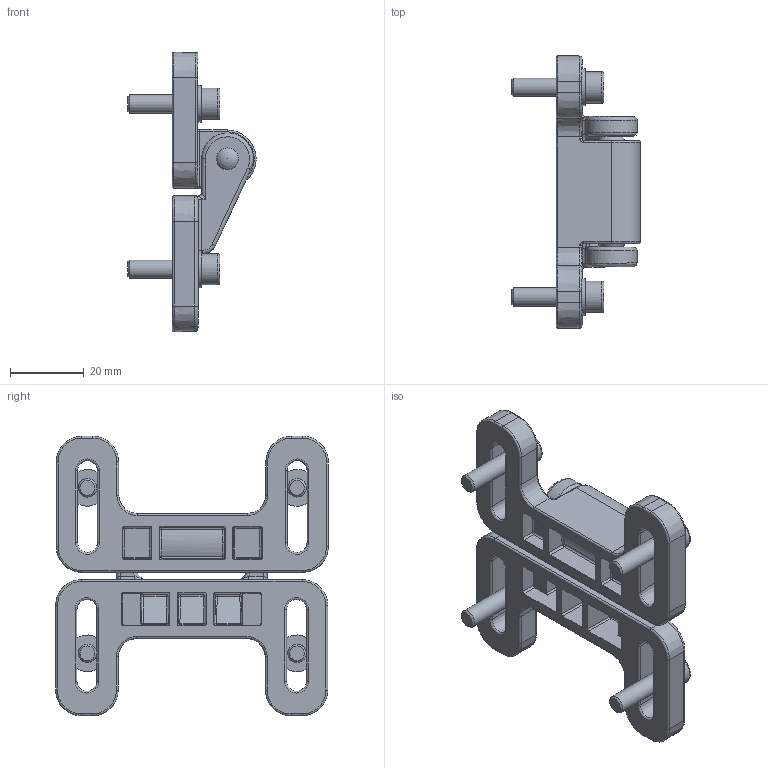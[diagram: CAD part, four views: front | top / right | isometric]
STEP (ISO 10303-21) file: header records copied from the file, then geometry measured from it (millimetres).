
FILE_DESCRIPTION(/* description */ (''),/* implementation_level */ '2;1');
FILE_NAME(/* name */ 'ABC 14 Catch.stp',/* time_stamp */ '2016-10-14T09:03:31+01:00',/* author */ ('kevin'),/* organization */ (''),/* preprocessor_version */ 'ST-DEVELOPER v15.2',/* originating_system */ 'Autodesk Inventor 2014',/* authorisation */ '');
FILE_SCHEMA (('AUTOMOTIVE_DESIGN { 1 0 10303 214 3 1 1 }'));
Length unit declared in the file: millimetre
Products named in the file (7): 09304701r02_thickness; 09304701r01_093 047 01 r01; kugel_093 047 01 r03; 09304701r03_093 047 01 r03; ISO 4762 - M5 x 20DIN EN ISO; DIN 988 - S5 x 10; ABC 14 Catch
Bounding box: 34.87 x 74.13 x 75.99 mm (x, y, z)
Volume: 30787.5 mm3; surface area: 19816.7 mm2
Topology: 12 solids, 12 shells, 441 faces, 997 edges, 572 vertices
Faces by surface type: cylinder 157, plane 120, torus 65, bspline 39, cone 32, sphere 28
Full cylindrical faces by diameter (mm): 5 x8, 6 x2, 8.5 x4, 10 x4, 12.3 x1, 13.7 x2
Entity records: 12763 total; most frequent: CARTESIAN_POINT 4058, DIRECTION 1930, ORIENTED_EDGE 1696, EDGE_CURVE 848, AXIS2_PLACEMENT_3D 783, VERTEX_POINT 497, EDGE_LOOP 421, ADVANCED_FACE 383
